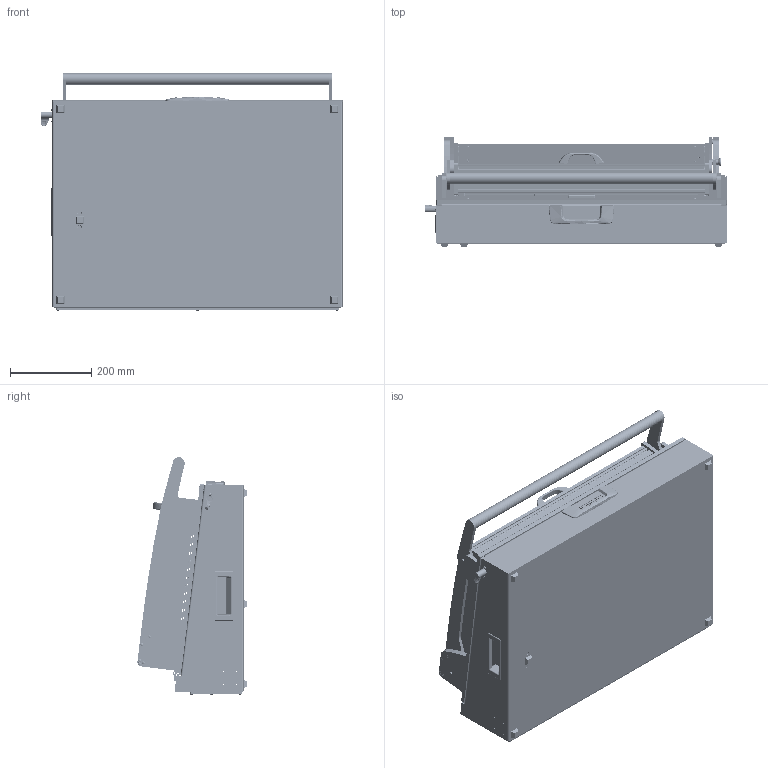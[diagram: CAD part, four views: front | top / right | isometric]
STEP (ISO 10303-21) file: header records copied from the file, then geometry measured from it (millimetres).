
FILE_DESCRIPTION (( 'STEP AP203' ), '1' );
FILE_NAME ('INGUN_100690.STEP', '2023-07-20T11:58:18', ( '' ), ( '' ), 'SwSTEP 2.0', 'SolidWorks 2021', '' );
FILE_SCHEMA (( 'CONFIG_CONTROL_DESIGN' ));
Length unit declared in the file: millimetre
Products named in the file (118): 37967~1; 100686~1_KUNDE<S>; 29805~4_geschlossen<S>; 39893~3_KUNDE<S>; 21332_01~0; DIN912~n_M04,0x016; 32457~0_S; 100684~2_S; DIN7991~n_M05,0x016; 3521~0_Spring Pin ISO 8752 - 3 x 16 - St; DIN6325~n_04,0m6x016; 57801~2_S; 46011~4_S; 34326~9; 30112~0; 40328~0_mit Zentrierstifen <S>; 53032~0_S; 41369~1_S; 37972~6_S; 40323~10; 21332~0_MA 2112<Standard>; DIN125~n_04,3 M04,0; SKB-II~skii_M4,0x73 St; 53734~1_KUNDE<S>; 110705~2_S; 32171~0_S; 1607~1; 40324~2_S; 112926~1_S; 110322~4_S; 111995~2_S; 47523~0_S; DIN6325~n_03,0m6x024; 8804~0; 110443~0_S; Gewindebuchse~n_M04-09,5 offen; INGUN_100690; ISO7380~n_M04,0x012; K_02037~0_Standard ohne Dyn Punkt<Standard>; 45985-KIT~2_ICT Stellung kontaktiert<S> ...
Assembly tree (275 placements, depth 7):
  INGUN_100690
    45985-KIT~2_ICT Stellung kontaktiert<S>
      45984~2_ICT Stellung (kontaktiert)  <S>
        46011~4_S
          46011~4
          Gewindebuchse~n_M04-09,5 offen  x4
        45865~3_S
          45865~3_S
          Gewindebuchse~n_M05-03,9 offen  x3
        45868~3
        43627~0_Hub 22,5mm<Standard>  x6
        2196~6  x2
        2229~6  x2
        46869~0_S  x4
        1607~1  x2
        113166~0_S
          3699~0
        SKB-II~skii_M4,0x73 St  x6
        41367~6_S  x3
        ISO7380~n_M04,0x012  x16
        DIN6325~n_03,0m6x016
        DIN6325~n_03,0m6x024
        DIN7991~n_M03,0x006  x3
      45870~2_S
        45716~1_flexibel <S>
          32457~0_S
          DIN7979~n_04,0m6x020M3  x2
          ISO7380~n_M03,0x006  x2
          41369~1_S  x4
          ISO7380~n_M04,0x020  x4
          DIN912~n_M03,0x012  x2
          2393~0_S  x2
          DIN125~n_03,2 M03,0  x2
        112926~1_S
    100686~1_KUNDE<S>
      34255~6_S
        34326~9
        30758~0_S  x2
          30758_01~0_S
          30758_02~0_S
          38564~0
        20902~0
        21332~0_MA 2112<Standard>
          21332_02~0
          21332_01~0
        34327~2_S
        2720~0  x5
        53032~0_S
        32171~0_S
        32462~0_S
        29805~4_geschlossen<S>
          110322~4_S
          110705~2_S
          30984~0_S
          110231~1_S
          110443~0_S
          30112~0
          ISO7380~n_M05,0x030
          ISO7380~n_M04,0x008  x2
          DIN914~n_M04,0x05
Bounding box: 747.5 x 269.75 x 586.35 mm (x, y, z)
Volume: 13187171.3 mm3; surface area: 5371291.5 mm2
Topology: 268 solids, 268 shells, 7991 faces, 19723 edges, 12630 vertices
Faces by surface type: plane 3251, cylinder 3188, cone 971, bspline 291, torus 178, sphere 112
Entity records: 155595 total; most frequent: CARTESIAN_POINT 40367, DIRECTION 21341, ORIENTED_EDGE 19890, EDGE_CURVE 9945, AXIS2_PLACEMENT_3D 8048, VERTEX_POINT 6429, LINE 5245, VECTOR 5245
